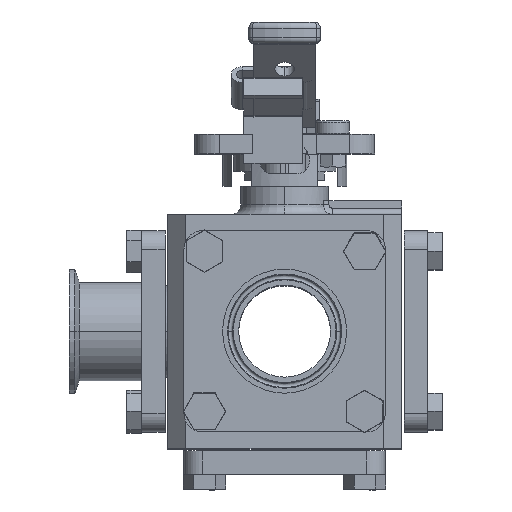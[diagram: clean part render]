
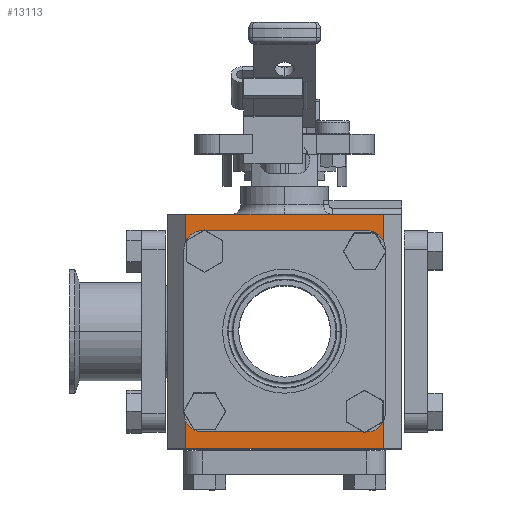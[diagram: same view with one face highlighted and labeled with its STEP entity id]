
A CAD part, top view. The second image highlights one B-rep face of the part: STEP entity #13113.
In plain terms, the highlighted planar face has unit normal (0, 0, 1).
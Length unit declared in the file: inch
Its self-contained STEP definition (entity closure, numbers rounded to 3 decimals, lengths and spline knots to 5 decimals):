
#850 = VERTEX_POINT ( 'NONE', #9486 ) ;
#860 = CARTESIAN_POINT ( 'NONE',  ( -1.8376, 1.625, 2.38 ) ) ;
#868 = VERTEX_POINT ( 'NONE', #15927 ) ;
#877 = AXIS2_PLACEMENT_3D ( 'NONE', #19606, #28393, #21922 ) ;
#1552 = EDGE_CURVE ( 'NONE', #868, #15492, #27844, .T. ) ;
#1606 = CIRCLE ( 'NONE', #25048, 0.2126 ) ;
#1852 = ORIENTED_EDGE ( 'NONE', *, *, #1552, .F. ) ;
#2144 = VERTEX_POINT ( 'NONE', #2762 ) ;
#2176 = LINE ( 'NONE', #15645, #8407 ) ;
#2380 = DIRECTION ( 'NONE',  ( 0., 0., 1. ) ) ;
#2514 = CARTESIAN_POINT ( 'NONE',  ( -1.4124, 1.625, 2.38 ) ) ;
#2628 = FACE_BOUND ( 'NONE', #12732, .T. ) ;
#2639 = DIRECTION ( 'NONE',  ( 0., 0., 1. ) ) ;
#2720 = VERTEX_POINT ( 'NONE', #26499 ) ;
#2722 = CIRCLE ( 'NONE', #877, 0.2126 ) ;
#2762 = CARTESIAN_POINT ( 'NONE',  ( 1., 0., 2.38 ) ) ;
#2889 = EDGE_CURVE ( 'NONE', #10079, #2144, #16627, .T. ) ;
#3356 = VERTEX_POINT ( 'NONE', #18047 ) ;
#3611 = CARTESIAN_POINT ( 'NONE',  ( 1.4124, 1.625, 2.38 ) ) ;
#3955 = CARTESIAN_POINT ( 'NONE',  ( 2.38, -2.38, 2.38 ) ) ;
#4767 = CIRCLE ( 'NONE', #16689, 0.2126 ) ;
#5271 = ORIENTED_EDGE ( 'NONE', *, *, #2889, .F. ) ;
#5338 = DIRECTION ( 'NONE',  ( 0., 0., -1. ) ) ;
#6157 = CIRCLE ( 'NONE', #23748, 1. ) ;
#6590 = DIRECTION ( 'NONE',  ( 0., 1., 0. ) ) ;
#6774 = FACE_OUTER_BOUND ( 'NONE', #28335, .T. ) ;
#6998 = DIRECTION ( 'NONE',  ( 1., 0., 0. ) ) ;
#7166 = LINE ( 'NONE', #15390, #24214 ) ;
#7295 = CARTESIAN_POINT ( 'NONE',  ( -1., 0., 2.38 ) ) ;
#7306 = EDGE_CURVE ( 'NONE', #2144, #10079, #6157, .T. ) ;
#7489 = CARTESIAN_POINT ( 'NONE',  ( 1.625, -1.625, 2.38 ) ) ;
#7636 = CARTESIAN_POINT ( 'NONE',  ( 1.625, 1.625, 2.38 ) ) ;
#7910 = AXIS2_PLACEMENT_3D ( 'NONE', #26816, #5338, #24781 ) ;
#7929 = CIRCLE ( 'NONE', #22654, 0.2126 ) ;
#8407 = VECTOR ( 'NONE', #6590, 39.37008 ) ;
#8571 = ORIENTED_EDGE ( 'NONE', *, *, #7306, .F. ) ;
#8631 = CARTESIAN_POINT ( 'NONE',  ( -1.625, 1.625, 2.38 ) ) ;
#8755 = EDGE_CURVE ( 'NONE', #23965, #21324, #1606, .T. ) ;
#8832 = ORIENTED_EDGE ( 'NONE', *, *, #25257, .T. ) ;
#8865 = DIRECTION ( 'NONE',  ( 1., 0., 0. ) ) ;
#9083 = DIRECTION ( 'NONE',  ( -1., 0., 0. ) ) ;
#9178 = CARTESIAN_POINT ( 'NONE',  ( -2.005, 2.38, 2.38 ) ) ;
#9320 = AXIS2_PLACEMENT_3D ( 'NONE', #26779, #20399, #6998 ) ;
#9456 = LINE ( 'NONE', #9178, #26906 ) ;
#9486 = CARTESIAN_POINT ( 'NONE',  ( -2.005, -2.38, 2.38 ) ) ;
#9551 = DIRECTION ( 'NONE',  ( 0., 0., 1. ) ) ;
#9736 = EDGE_LOOP ( 'NONE', ( #26105, #1852 ) ) ;
#10079 = VERTEX_POINT ( 'NONE', #7295 ) ;
#10218 = CIRCLE ( 'NONE', #9320, 0.2126 ) ;
#11074 = FACE_BOUND ( 'NONE', #18498, .T. ) ;
#11431 = DIRECTION ( 'NONE',  ( 0., 0., 1. ) ) ;
#11550 = VERTEX_POINT ( 'NONE', #2514 ) ;
#11697 = EDGE_CURVE ( 'NONE', #25542, #850, #27846, .T. ) ;
#12250 = ORIENTED_EDGE ( 'NONE', *, *, #21750, .T. ) ;
#12418 = CARTESIAN_POINT ( 'NONE',  ( 0., 0., 2.38 ) ) ;
#12618 = VECTOR ( 'NONE', #14696, 39.37008 ) ;
#12732 = EDGE_LOOP ( 'NONE', ( #8571, #5271 ) ) ;
#12762 = ORIENTED_EDGE ( 'NONE', *, *, #8755, .F. ) ;
#13089 = CARTESIAN_POINT ( 'NONE',  ( -1.625, -1.625, 2.38 ) ) ;
#13113 = ADVANCED_FACE ( 'NONE', ( #11074, #19868, #17706, #26552, #2628, #6774 ), #26100, .F. ) ;
#13194 = EDGE_LOOP ( 'NONE', ( #28145, #25025 ) ) ;
#13348 = EDGE_CURVE ( 'NONE', #3356, #17255, #10218, .T. ) ;
#13410 = AXIS2_PLACEMENT_3D ( 'NONE', #15902, #11431, #8865 ) ;
#13596 = AXIS2_PLACEMENT_3D ( 'NONE', #13089, #15107, #28510 ) ;
#14696 = DIRECTION ( 'NONE',  ( -1., 0., 0. ) ) ;
#15107 = DIRECTION ( 'NONE',  ( 0., 0., 1. ) ) ;
#15390 = CARTESIAN_POINT ( 'NONE',  ( 2.38, 2.38, 2.38 ) ) ;
#15492 = VERTEX_POINT ( 'NONE', #20206 ) ;
#15645 = CARTESIAN_POINT ( 'NONE',  ( 2.005, 2.38, 2.38 ) ) ;
#15688 = AXIS2_PLACEMENT_3D ( 'NONE', #22530, #2380, #19941 ) ;
#15902 = CARTESIAN_POINT ( 'NONE',  ( 0., 0., 2.38 ) ) ;
#15927 = CARTESIAN_POINT ( 'NONE',  ( -1.8376, -1.625, 2.38 ) ) ;
#16023 = EDGE_LOOP ( 'NONE', ( #21342, #16284 ) ) ;
#16284 = ORIENTED_EDGE ( 'NONE', *, *, #13348, .F. ) ;
#16306 = EDGE_CURVE ( 'NONE', #11550, #20516, #27215, .T. ) ;
#16627 = CIRCLE ( 'NONE', #13410, 1. ) ;
#16689 = AXIS2_PLACEMENT_3D ( 'NONE', #8631, #17378, #26644 ) ;
#17255 = VERTEX_POINT ( 'NONE', #26200 ) ;
#17347 = EDGE_CURVE ( 'NONE', #20516, #11550, #4767, .T. ) ;
#17378 = DIRECTION ( 'NONE',  ( 0., 0., 1. ) ) ;
#17706 = FACE_BOUND ( 'NONE', #9736, .T. ) ;
#18047 = CARTESIAN_POINT ( 'NONE',  ( 1.4124, -1.625, 2.38 ) ) ;
#18498 = EDGE_LOOP ( 'NONE', ( #28065, #12762 ) ) ;
#18527 = EDGE_CURVE ( 'NONE', #17255, #3356, #19876, .T. ) ;
#19606 = CARTESIAN_POINT ( 'NONE',  ( -1.625, -1.625, 2.38 ) ) ;
#19868 = FACE_BOUND ( 'NONE', #13194, .T. ) ;
#19876 = CIRCLE ( 'NONE', #20803, 0.2126 ) ;
#19941 = DIRECTION ( 'NONE',  ( 1., 0., 0. ) ) ;
#20019 = VERTEX_POINT ( 'NONE', #22078 ) ;
#20106 = DIRECTION ( 'NONE',  ( 0., -1., 0. ) ) ;
#20173 = DIRECTION ( 'NONE',  ( 1., 0., 0. ) ) ;
#20206 = CARTESIAN_POINT ( 'NONE',  ( -1.4124, -1.625, 2.38 ) ) ;
#20337 = EDGE_CURVE ( 'NONE', #15492, #868, #2722, .T. ) ;
#20399 = DIRECTION ( 'NONE',  ( 0., 0., 1. ) ) ;
#20516 = VERTEX_POINT ( 'NONE', #860 ) ;
#20667 = DIRECTION ( 'NONE',  ( 0., 0., 1. ) ) ;
#20803 = AXIS2_PLACEMENT_3D ( 'NONE', #7489, #9551, #27116 ) ;
#20938 = ORIENTED_EDGE ( 'NONE', *, *, #11697, .F. ) ;
#21034 = DIRECTION ( 'NONE',  ( 0., 0., 1. ) ) ;
#21324 = VERTEX_POINT ( 'NONE', #26211 ) ;
#21342 = ORIENTED_EDGE ( 'NONE', *, *, #18527, .F. ) ;
#21750 = EDGE_CURVE ( 'NONE', #2720, #850, #9456, .T. ) ;
#21922 = DIRECTION ( 'NONE',  ( 1., 0., 0. ) ) ;
#22078 = CARTESIAN_POINT ( 'NONE',  ( 2.005, 2.38, 2.38 ) ) ;
#22530 = CARTESIAN_POINT ( 'NONE',  ( -1.625, 1.625, 2.38 ) ) ;
#22654 = AXIS2_PLACEMENT_3D ( 'NONE', #27228, #21034, #27399 ) ;
#22703 = CARTESIAN_POINT ( 'NONE',  ( 2.005, -2.38, 2.38 ) ) ;
#22734 = ORIENTED_EDGE ( 'NONE', *, *, #26720, .T. ) ;
#23145 = EDGE_CURVE ( 'NONE', #21324, #23965, #7929, .T. ) ;
#23748 = AXIS2_PLACEMENT_3D ( 'NONE', #12418, #20667, #27478 ) ;
#23965 = VERTEX_POINT ( 'NONE', #3611 ) ;
#24214 = VECTOR ( 'NONE', #9083, 39.37008 ) ;
#24781 = DIRECTION ( 'NONE',  ( 0., 1., 0. ) ) ;
#25025 = ORIENTED_EDGE ( 'NONE', *, *, #17347, .F. ) ;
#25048 = AXIS2_PLACEMENT_3D ( 'NONE', #7636, #2639, #20173 ) ;
#25257 = EDGE_CURVE ( 'NONE', #20019, #2720, #7166, .T. ) ;
#25542 = VERTEX_POINT ( 'NONE', #22703 ) ;
#26100 = PLANE ( 'NONE',  #7910 ) ;
#26105 = ORIENTED_EDGE ( 'NONE', *, *, #20337, .F. ) ;
#26200 = CARTESIAN_POINT ( 'NONE',  ( 1.8376, -1.625, 2.38 ) ) ;
#26211 = CARTESIAN_POINT ( 'NONE',  ( 1.8376, 1.625, 2.38 ) ) ;
#26499 = CARTESIAN_POINT ( 'NONE',  ( -2.005, 2.38, 2.38 ) ) ;
#26552 = FACE_BOUND ( 'NONE', #16023, .T. ) ;
#26644 = DIRECTION ( 'NONE',  ( 1., 0., 0. ) ) ;
#26720 = EDGE_CURVE ( 'NONE', #25542, #20019, #2176, .T. ) ;
#26779 = CARTESIAN_POINT ( 'NONE',  ( 1.625, -1.625, 2.38 ) ) ;
#26816 = CARTESIAN_POINT ( 'NONE',  ( 2.38, 2.38, 2.38 ) ) ;
#26906 = VECTOR ( 'NONE', #20106, 39.37008 ) ;
#27116 = DIRECTION ( 'NONE',  ( 1., 0., 0. ) ) ;
#27215 = CIRCLE ( 'NONE', #15688, 0.2126 ) ;
#27228 = CARTESIAN_POINT ( 'NONE',  ( 1.625, 1.625, 2.38 ) ) ;
#27399 = DIRECTION ( 'NONE',  ( 1., 0., 0. ) ) ;
#27478 = DIRECTION ( 'NONE',  ( 1., 0., 0. ) ) ;
#27844 = CIRCLE ( 'NONE', #13596, 0.2126 ) ;
#27846 = LINE ( 'NONE', #3955, #12618 ) ;
#28065 = ORIENTED_EDGE ( 'NONE', *, *, #23145, .F. ) ;
#28145 = ORIENTED_EDGE ( 'NONE', *, *, #16306, .F. ) ;
#28335 = EDGE_LOOP ( 'NONE', ( #8832, #12250, #20938, #22734 ) ) ;
#28393 = DIRECTION ( 'NONE',  ( 0., 0., 1. ) ) ;
#28510 = DIRECTION ( 'NONE',  ( 1., 0., 0. ) ) ;
